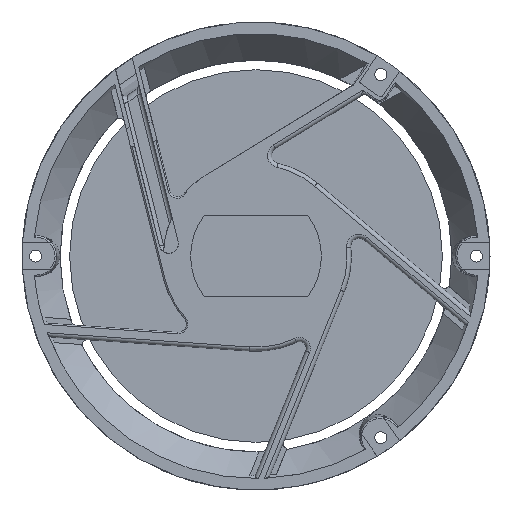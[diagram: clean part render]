
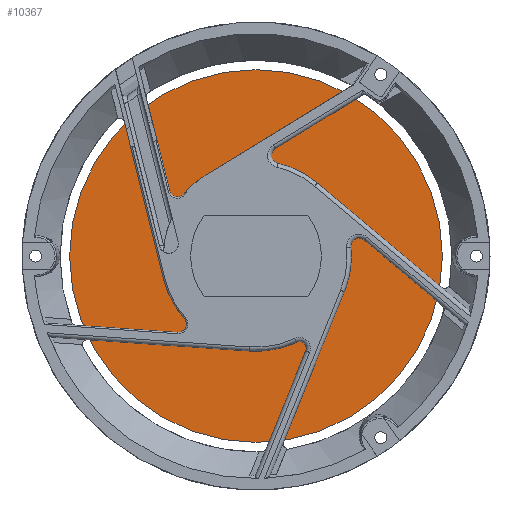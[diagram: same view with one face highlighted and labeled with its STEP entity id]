
A CAD part, front view. The second image highlights one B-rep face of the part: STEP entity #10367.
In plain terms, the highlighted planar face has unit normal (0, -1, 0).
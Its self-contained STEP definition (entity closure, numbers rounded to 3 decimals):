
#1997=CARTESIAN_POINT('',(0.,6.15,0.));
#1998=DIRECTION('',(0.,-1.,0.));
#1999=DIRECTION('',(-0.914,0.,-0.405));
#2000=AXIS2_PLACEMENT_3D('',#1997,#1998,#1999);
#2023=CARTESIAN_POINT('',(0.,6.15,0.));
#2024=DIRECTION('',(0.,1.,0.));
#2025=DIRECTION('',(1.,0.,0.));
#2026=AXIS2_PLACEMENT_3D('',#2023,#2024,#2025);
#2028=CARTESIAN_POINT('',(0.,6.15,0.));
#2029=DIRECTION('',(0.,1.,0.));
#2030=DIRECTION('',(-1.,0.,0.));
#2031=AXIS2_PLACEMENT_3D('',#2028,#2029,#2030);
#2051=CARTESIAN_POINT('',(0.,6.15,0.));
#2052=DIRECTION('',(0.,-1.,0.));
#2053=DIRECTION('',(0.,0.,1.));
#2054=AXIS2_PLACEMENT_3D('',#2051,#2052,#2053);
#6102=DIRECTION('',(0.946,0.,0.326));
#6103=VECTOR('',#6102,1.004);
#6104=CARTESIAN_POINT('',(-33.948,6.15,-8.516));
#6105=LINE('',#6104,#6103);
#6133=CARTESIAN_POINT('',(0.,6.15,0.));
#6134=DIRECTION('',(0.,-1.,0.));
#6135=DIRECTION('',(-0.971,0.,-0.241));
#6136=AXIS2_PLACEMENT_3D('',#6133,#6134,#6135);
#6138=DIRECTION('',(-0.946,0.,-0.326));
#6139=VECTOR('',#6138,1.004);
#6140=CARTESIAN_POINT('',(-31.046,6.15,-13.863));
#6141=LINE('',#6140,#6139);
#7477=CARTESIAN_POINT('',(68.5,6.15,0.));
#7478=CARTESIAN_POINT('',(-68.5,6.15,0.));
#7479=VERTEX_POINT('',#7477);
#7480=VERTEX_POINT('',#7478);
#7481=CARTESIAN_POINT('',(-31.995,6.15,-14.19));
#7482=CARTESIAN_POINT('',(0.,6.15,35.));
#7483=VERTEX_POINT('',#7481);
#7484=VERTEX_POINT('',#7482);
#7485=CARTESIAN_POINT('',(-33.948,6.15,-8.516));
#7486=VERTEX_POINT('',#7485);
#7487=CARTESIAN_POINT('',(-32.999,6.15,-8.19));
#7488=VERTEX_POINT('',#7487);
#7489=CARTESIAN_POINT('',(-31.046,6.15,-13.863));
#7490=VERTEX_POINT('',#7489);
#10345=CARTESIAN_POINT('',(0.,6.15,0.));
#10346=DIRECTION('',(0.,1.,0.));
#10347=DIRECTION('',(1.,0.,0.));
#10348=AXIS2_PLACEMENT_3D('',#10345,#10346,#10347);
#10349=PLANE('',#10348);
#10351=ORIENTED_EDGE('',*,*,#10350,.T.);
#10353=ORIENTED_EDGE('',*,*,#10352,.T.);
#10354=EDGE_LOOP('',(#10351,#10353));
#10355=FACE_OUTER_BOUND('',#10354,.F.);
#10356=ORIENTED_EDGE('',*,*,#10297,.T.);
#10358=ORIENTED_EDGE('',*,*,#10357,.T.);
#10360=ORIENTED_EDGE('',*,*,#10359,.T.);
#10362=ORIENTED_EDGE('',*,*,#10361,.T.);
#10364=ORIENTED_EDGE('',*,*,#10363,.T.);
#10365=EDGE_LOOP('',(#10356,#10358,#10360,#10362,#10364));
#10366=FACE_BOUND('',#10365,.F.);
#10367=ADVANCED_FACE('',(#10355,#10366),#10349,.F.);
#2001=CIRCLE('',#2000,35.);
#2027=CIRCLE('',#2026,68.5);
#2032=CIRCLE('',#2031,68.5);
#2055=CIRCLE('',#2054,35.);
#6137=CIRCLE('',#6136,34.);
#10297=EDGE_CURVE('',#7483,#7484,#2001,.T.);
#10350=EDGE_CURVE('',#7479,#7480,#2027,.T.);
#10352=EDGE_CURVE('',#7480,#7479,#2032,.T.);
#10357=EDGE_CURVE('',#7484,#7486,#2055,.T.);
#10359=EDGE_CURVE('',#7486,#7488,#6105,.T.);
#10361=EDGE_CURVE('',#7488,#7490,#6137,.T.);
#10363=EDGE_CURVE('',#7490,#7483,#6141,.T.);
